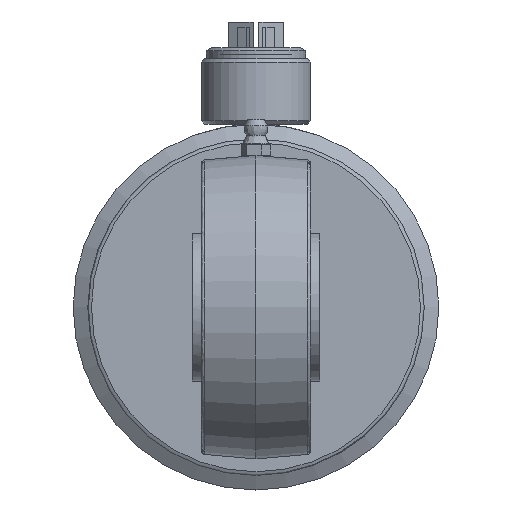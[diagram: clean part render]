
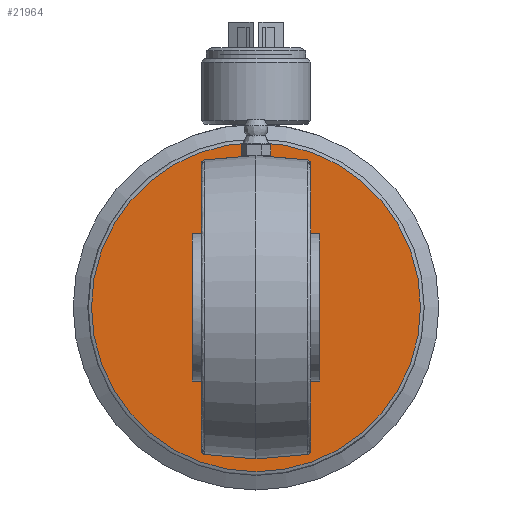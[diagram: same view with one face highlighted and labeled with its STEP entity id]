
A CAD part, left-side view. The second image highlights one B-rep face of the part: STEP entity #21964.
In plain terms, the highlighted planar face has unit normal (-1, 0, 0).
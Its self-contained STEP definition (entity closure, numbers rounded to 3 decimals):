
#1286 = AXIS2_PLACEMENT_3D ( 'NONE', #4335, #16097, #22958 ) ;
#4032 = AXIS2_PLACEMENT_3D ( 'NONE', #13718, #23089, #27711 ) ;
#4125 = EDGE_LOOP ( 'NONE', ( #15691 ) ) ;
#4335 = CARTESIAN_POINT ( 'NONE',  ( -10., 0., 0. ) ) ;
#7436 = FACE_OUTER_BOUND ( 'NONE', #4125, .T. ) ;
#11777 = PLANE ( 'NONE',  #4032 ) ;
#13484 = VERTEX_POINT ( 'NONE', #29276 ) ;
#13718 = CARTESIAN_POINT ( 'NONE',  ( -10., 0., 45. ) ) ;
#15083 = CIRCLE ( 'NONE', #1286, 45. ) ;
#15691 = ORIENTED_EDGE ( 'NONE', *, *, #23706, .T. ) ;
#16097 = DIRECTION ( 'NONE',  ( -1., 0., 0. ) ) ;
#21964 = ADVANCED_FACE ( 'NONE', ( #7436 ), #11777, .T. ) ;
#22958 = DIRECTION ( 'NONE',  ( 0., 0., 1. ) ) ;
#23089 = DIRECTION ( 'NONE',  ( -1., 0., 0. ) ) ;
#23706 = EDGE_CURVE ( 'NONE', #13484, #13484, #15083, .T. ) ;
#27711 = DIRECTION ( 'NONE',  ( 0., 0., 1. ) ) ;
#29276 = CARTESIAN_POINT ( 'NONE',  ( -10., 0., 45. ) ) ;
